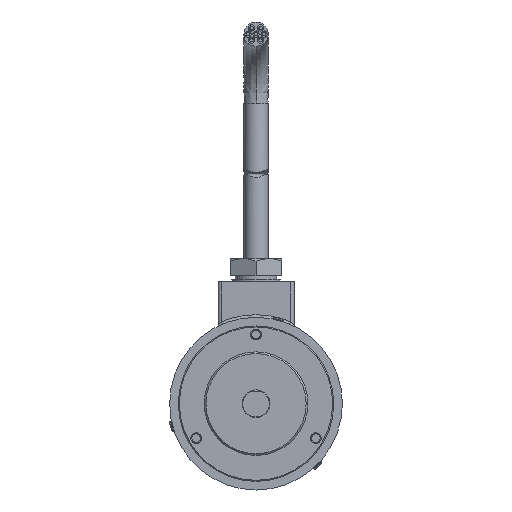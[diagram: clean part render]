
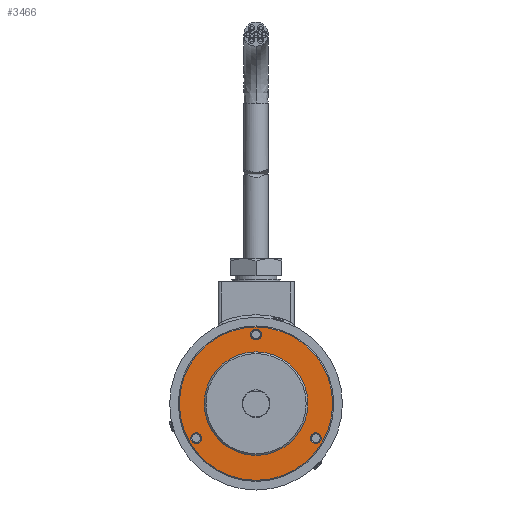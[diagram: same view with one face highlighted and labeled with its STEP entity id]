
A CAD part, front view. The second image highlights one B-rep face of the part: STEP entity #3466.
In plain terms, the highlighted planar face has unit normal (0, -1, 0).
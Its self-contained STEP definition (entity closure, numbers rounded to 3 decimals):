
#17 = ORIENTED_EDGE ( 'NONE', *, *, #76, .T. ) ;
#76 = EDGE_CURVE ( 'NONE', #1542, #4796, #4522, .T. ) ;
#170 = AXIS2_PLACEMENT_3D ( 'NONE', #827, #818, #799 ) ;
#182 = EDGE_CURVE ( 'NONE', #4271, #2740, #3108, .T. ) ;
#233 = DIRECTION ( 'NONE',  ( 0., 0., -1. ) ) ;
#240 = DIRECTION ( 'NONE',  ( 0., 1., 0. ) ) ;
#258 = CARTESIAN_POINT ( 'NONE',  ( -17.321, 5., -10. ) ) ;
#378 = CARTESIAN_POINT ( 'NONE',  ( 0., 5., 15. ) ) ;
#467 = AXIS2_PLACEMENT_3D ( 'NONE', #1486, #5484, #2082 ) ;
#567 = VERTEX_POINT ( 'NONE', #1640 ) ;
#799 = DIRECTION ( 'NONE',  ( 0., 0., -1. ) ) ;
#818 = DIRECTION ( 'NONE',  ( 0., 1., 0. ) ) ;
#827 = CARTESIAN_POINT ( 'NONE',  ( 0., 5., 20. ) ) ;
#889 = FACE_BOUND ( 'NONE', #1717, .T. ) ;
#895 = FACE_BOUND ( 'NONE', #4161, .T. ) ;
#1080 = FACE_BOUND ( 'NONE', #2057, .T. ) ;
#1089 = FACE_BOUND ( 'NONE', #2968, .T. ) ;
#1180 = FACE_OUTER_BOUND ( 'NONE', #4338, .T. ) ;
#1368 = CIRCLE ( 'NONE', #1666, 22.2 ) ;
#1457 = CARTESIAN_POINT ( 'NONE',  ( -17.321, 5., -8.437 ) ) ;
#1486 = CARTESIAN_POINT ( 'NONE',  ( 0., 5., 0. ) ) ;
#1542 = VERTEX_POINT ( 'NONE', #5813 ) ;
#1640 = CARTESIAN_POINT ( 'NONE',  ( 0., 5., -22.2 ) ) ;
#1641 = CARTESIAN_POINT ( 'NONE',  ( 0., 5., -15. ) ) ;
#1666 = AXIS2_PLACEMENT_3D ( 'NONE', #1881, #5815, #2469 ) ;
#1717 = EDGE_LOOP ( 'NONE', ( #4361, #3565 ) ) ;
#1763 = CARTESIAN_POINT ( 'NONE',  ( 17.321, 5., -10. ) ) ;
#1779 = DIRECTION ( 'NONE',  ( 0., 1., 0. ) ) ;
#1789 = DIRECTION ( 'NONE',  ( 0., 0., -1. ) ) ;
#1881 = CARTESIAN_POINT ( 'NONE',  ( 0., 5., 0. ) ) ;
#1984 = CARTESIAN_POINT ( 'NONE',  ( 17.321, 5., -11.563 ) ) ;
#2057 = EDGE_LOOP ( 'NONE', ( #17, #3600 ) ) ;
#2082 = DIRECTION ( 'NONE',  ( 0., 0., 1. ) ) ;
#2169 = CIRCLE ( 'NONE', #3207, 1.563 ) ;
#2179 = CARTESIAN_POINT ( 'NONE',  ( 0., 5., 0. ) ) ;
#2189 = CIRCLE ( 'NONE', #3162, 1.563 ) ;
#2207 = DIRECTION ( 'NONE',  ( 0., 1., 0. ) ) ;
#2230 = DIRECTION ( 'NONE',  ( 0., 0., -1. ) ) ;
#2276 = CIRCLE ( 'NONE', #5447, 1.562 ) ;
#2439 = ORIENTED_EDGE ( 'NONE', *, *, #182, .T. ) ;
#2469 = DIRECTION ( 'NONE',  ( 0., 0., 1. ) ) ;
#2482 = VERTEX_POINT ( 'NONE', #1457 ) ;
#2715 = CIRCLE ( 'NONE', #3554, 15. ) ;
#2740 = VERTEX_POINT ( 'NONE', #1641 ) ;
#2750 = EDGE_CURVE ( 'NONE', #4052, #3759, #5124, .T. ) ;
#2968 = EDGE_LOOP ( 'NONE', ( #6496, #2439 ) ) ;
#3108 = CIRCLE ( 'NONE', #6849, 15. ) ;
#3162 = AXIS2_PLACEMENT_3D ( 'NONE', #5753, #5732, #5708 ) ;
#3207 = AXIS2_PLACEMENT_3D ( 'NONE', #5243, #5219, #5193 ) ;
#3269 = VERTEX_POINT ( 'NONE', #7182 ) ;
#3283 = ORIENTED_EDGE ( 'NONE', *, *, #4898, .T. ) ;
#3466 = ADVANCED_FACE ( 'NONE', ( #895, #889, #1080, #1089, #1180 ), #6406, .T. ) ;
#3554 = AXIS2_PLACEMENT_3D ( 'NONE', #7111, #7083, #6940 ) ;
#3565 = ORIENTED_EDGE ( 'NONE', *, *, #4842, .T. ) ;
#3600 = ORIENTED_EDGE ( 'NONE', *, *, #4803, .T. ) ;
#3759 = VERTEX_POINT ( 'NONE', #4817 ) ;
#3779 = CIRCLE ( 'NONE', #467, 22.2 ) ;
#4052 = VERTEX_POINT ( 'NONE', #1984 ) ;
#4161 = EDGE_LOOP ( 'NONE', ( #4363, #3283 ) ) ;
#4256 = ORIENTED_EDGE ( 'NONE', *, *, #5362, .F. ) ;
#4268 = EDGE_CURVE ( 'NONE', #6675, #2482, #4749, .T. ) ;
#4271 = VERTEX_POINT ( 'NONE', #378 ) ;
#4338 = EDGE_LOOP ( 'NONE', ( #4256, #5954 ) ) ;
#4361 = ORIENTED_EDGE ( 'NONE', *, *, #2750, .T. ) ;
#4363 = ORIENTED_EDGE ( 'NONE', *, *, #4268, .T. ) ;
#4522 = CIRCLE ( 'NONE', #170, 1.562 ) ;
#4694 = AXIS2_PLACEMENT_3D ( 'NONE', #6343, #6288, #6278 ) ;
#4744 = EDGE_CURVE ( 'NONE', #2740, #4271, #2715, .T. ) ;
#4749 = CIRCLE ( 'NONE', #6268, 1.563 ) ;
#4796 = VERTEX_POINT ( 'NONE', #6345 ) ;
#4803 = EDGE_CURVE ( 'NONE', #4796, #1542, #2276, .T. ) ;
#4817 = CARTESIAN_POINT ( 'NONE',  ( 17.321, 5., -8.437 ) ) ;
#4842 = EDGE_CURVE ( 'NONE', #3759, #4052, #2189, .T. ) ;
#4898 = EDGE_CURVE ( 'NONE', #2482, #6675, #2169, .T. ) ;
#5113 = EDGE_CURVE ( 'NONE', #567, #3269, #1368, .T. ) ;
#5124 = CIRCLE ( 'NONE', #7295, 1.563 ) ;
#5193 = DIRECTION ( 'NONE',  ( 0., 0., -1. ) ) ;
#5219 = DIRECTION ( 'NONE',  ( 0., 1., 0. ) ) ;
#5243 = CARTESIAN_POINT ( 'NONE',  ( -17.321, 5., -10. ) ) ;
#5362 = EDGE_CURVE ( 'NONE', #3269, #567, #3779, .T. ) ;
#5447 = AXIS2_PLACEMENT_3D ( 'NONE', #6187, #6165, #6136 ) ;
#5484 = DIRECTION ( 'NONE',  ( 0., 1., 0. ) ) ;
#5708 = DIRECTION ( 'NONE',  ( 0., 0., -1. ) ) ;
#5732 = DIRECTION ( 'NONE',  ( 0., 1., 0. ) ) ;
#5753 = CARTESIAN_POINT ( 'NONE',  ( 17.321, 5., -10. ) ) ;
#5813 = CARTESIAN_POINT ( 'NONE',  ( 0., 5., 18.438 ) ) ;
#5815 = DIRECTION ( 'NONE',  ( 0., 1., 0. ) ) ;
#5954 = ORIENTED_EDGE ( 'NONE', *, *, #5113, .F. ) ;
#6136 = DIRECTION ( 'NONE',  ( 0., 0., -1. ) ) ;
#6165 = DIRECTION ( 'NONE',  ( 0., 1., 0. ) ) ;
#6187 = CARTESIAN_POINT ( 'NONE',  ( 0., 5., 20. ) ) ;
#6268 = AXIS2_PLACEMENT_3D ( 'NONE', #258, #240, #233 ) ;
#6278 = DIRECTION ( 'NONE',  ( 0., 0., -1. ) ) ;
#6288 = DIRECTION ( 'NONE',  ( 0., -1., 0. ) ) ;
#6343 = CARTESIAN_POINT ( 'NONE',  ( 0., 5., 0. ) ) ;
#6345 = CARTESIAN_POINT ( 'NONE',  ( 0., 5., 21.562 ) ) ;
#6406 = PLANE ( 'NONE',  #4694 ) ;
#6496 = ORIENTED_EDGE ( 'NONE', *, *, #4744, .T. ) ;
#6675 = VERTEX_POINT ( 'NONE', #7338 ) ;
#6849 = AXIS2_PLACEMENT_3D ( 'NONE', #2179, #2207, #2230 ) ;
#6940 = DIRECTION ( 'NONE',  ( 0., 0., -1. ) ) ;
#7083 = DIRECTION ( 'NONE',  ( 0., 1., 0. ) ) ;
#7111 = CARTESIAN_POINT ( 'NONE',  ( 0., 5., 0. ) ) ;
#7182 = CARTESIAN_POINT ( 'NONE',  ( 0., 5., 22.2 ) ) ;
#7295 = AXIS2_PLACEMENT_3D ( 'NONE', #1763, #1779, #1789 ) ;
#7338 = CARTESIAN_POINT ( 'NONE',  ( -17.321, 5., -11.563 ) ) ;
